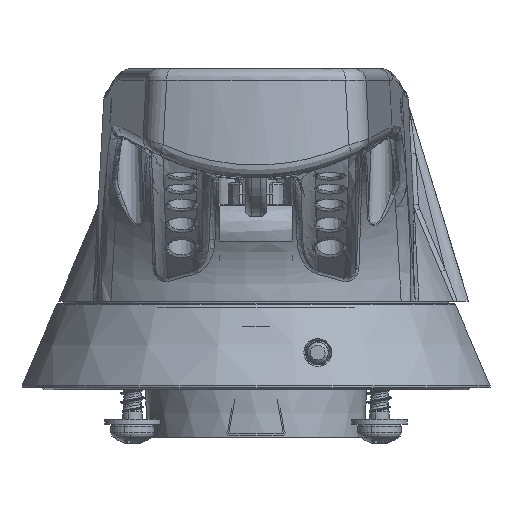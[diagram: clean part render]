
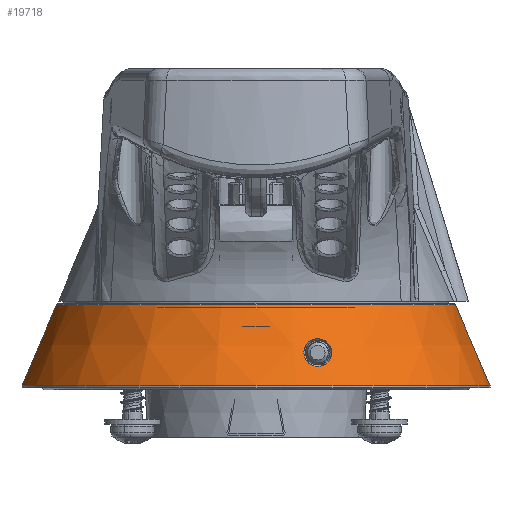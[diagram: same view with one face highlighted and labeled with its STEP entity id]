
A CAD part, left-side view. The second image highlights one B-rep face of the part: STEP entity #19718.
In plain terms, the highlighted conical face has half-angle 23 degrees and reference radius 32.25 mm.
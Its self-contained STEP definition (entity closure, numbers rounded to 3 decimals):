
#1556=CONICAL_SURFACE('',#102377,32.25,23.);
#2073=FACE_BOUND('',#32422,.T.);
#2074=FACE_BOUND('',#32423,.T.);
#2075=FACE_BOUND('',#32424,.T.);
#19718=ADVANCED_FACE('',(#2073,#2074,#2075),#1556,.T.);
#32422=EDGE_LOOP('',(#69365));
#32423=EDGE_LOOP('',(#69366));
#32424=EDGE_LOOP('',(#69367));
#39940=B_SPLINE_CURVE_WITH_KNOTS('',3,(#247995,#247996,#247997,#247998,
#247999,#248000,#248001,#248002,#248003,#248004,#248005,#248006,#248007,
#248008,#248009,#248010,#248011,#248012,#248013,#248014,#248015,#248016,
#248017,#248018,#248019,#248020,#248021,#248022,#248023,#248024,#248025,
#248026,#248027,#248028,#248029,#248030,#248031,#248032,#248033,#248034,
#248035,#248036,#248037,#248038,#248039,#248040,#248041,#248042,#248043,
#248044,#248045,#248046,#248047,#248048,#248049,#248050,#248051,#248052),
 .UNSPECIFIED.,.T.,.F.,(1,3,3,3,3,3,3,3,3,3,3,3,3,3,3,3,3,3,3,3,3,1),(-0.052,
0.,0.045,0.107,0.167,0.222,
0.272,0.318,0.363,0.409,
0.463,0.525,0.592,0.655,
0.71,0.759,0.804,0.849,
0.896,0.948,1.,1.045),.UNSPECIFIED.);
#42885=CIRCLE('',#102308,37.896);
#42934=CIRCLE('',#102376,32.302);
#69365=ORIENTED_EDGE('',*,*,#95085,.T.);
#69366=ORIENTED_EDGE('',*,*,#95084,.T.);
#69367=ORIENTED_EDGE('',*,*,#95162,.F.);
#79387=VERTEX_POINT('',#247993);
#79388=VERTEX_POINT('',#248053);
#79458=VERTEX_POINT('',#248357);
#95084=EDGE_CURVE('',#79387,#79387,#42885,.T.);
#95085=EDGE_CURVE('',#79388,#79388,#39940,.T.);
#95162=EDGE_CURVE('',#79458,#79458,#42934,.T.);
#102308=AXIS2_PLACEMENT_3D('',#247992,#119846,#119847);
#102376=AXIS2_PLACEMENT_3D('',#248356,#119996,#119997);
#102377=AXIS2_PLACEMENT_3D('',#248358,#119998,#119999);
#119846=DIRECTION('',(0.,0.,1.));
#119847=DIRECTION('',(-1.,0.,0.));
#119996=DIRECTION('',(0.,0.,1.));
#119997=DIRECTION('',(0.,1.,0.));
#119998=DIRECTION('',(0.,0.,-1.));
#119999=DIRECTION('',(0.,1.,0.));
#247992=CARTESIAN_POINT('',(-34.,34.,24.9));
#247993=CARTESIAN_POINT('',(-71.896,34.,24.9));
#247995=CARTESIAN_POINT('',(-68.903,26.224,29.934));
#247996=CARTESIAN_POINT('',(-68.82,26.259,30.142));
#247997=CARTESIAN_POINT('',(-68.729,26.263,30.354));
#247998=CARTESIAN_POINT('',(-68.635,26.239,30.559));
#247999=CARTESIAN_POINT('',(-68.505,26.207,30.841));
#248000=CARTESIAN_POINT('',(-68.365,26.12,31.117));
#248001=CARTESIAN_POINT('',(-68.226,25.987,31.364));
#248002=CARTESIAN_POINT('',(-68.093,25.861,31.601));
#248003=CARTESIAN_POINT('',(-67.958,25.69,31.817));
#248004=CARTESIAN_POINT('',(-67.829,25.486,31.995));
#248005=CARTESIAN_POINT('',(-67.71,25.299,32.16));
#248006=CARTESIAN_POINT('',(-67.593,25.079,32.296));
#248007=CARTESIAN_POINT('',(-67.486,24.842,32.391));
#248008=CARTESIAN_POINT('',(-67.389,24.626,32.478));
#248009=CARTESIAN_POINT('',(-67.298,24.391,32.533));
#248010=CARTESIAN_POINT('',(-67.22,24.152,32.549));
#248011=CARTESIAN_POINT('',(-67.148,23.931,32.564));
#248012=CARTESIAN_POINT('',(-67.085,23.702,32.546));
#248013=CARTESIAN_POINT('',(-67.038,23.481,32.494));
#248014=CARTESIAN_POINT('',(-66.993,23.268,32.443));
#248015=CARTESIAN_POINT('',(-66.96,23.057,32.36));
#248016=CARTESIAN_POINT('',(-66.946,22.864,32.247));
#248017=CARTESIAN_POINT('',(-66.93,22.663,32.13));
#248018=CARTESIAN_POINT('',(-66.934,22.477,31.978));
#248019=CARTESIAN_POINT('',(-66.956,22.322,31.805));
#248020=CARTESIAN_POINT('',(-66.983,22.144,31.607));
#248021=CARTESIAN_POINT('',(-67.036,22.002,31.375));
#248022=CARTESIAN_POINT('',(-67.109,21.906,31.136));
#248023=CARTESIAN_POINT('',(-67.194,21.795,30.857));
#248024=CARTESIAN_POINT('',(-67.31,21.743,30.558));
#248025=CARTESIAN_POINT('',(-67.44,21.746,30.274));
#248026=CARTESIAN_POINT('',(-67.578,21.749,29.972));
#248027=CARTESIAN_POINT('',(-67.736,21.815,29.674));
#248028=CARTESIAN_POINT('',(-67.897,21.93,29.408));
#248029=CARTESIAN_POINT('',(-68.05,22.039,29.155));
#248030=CARTESIAN_POINT('',(-68.21,22.195,28.921));
#248031=CARTESIAN_POINT('',(-68.363,22.388,28.725));
#248032=CARTESIAN_POINT('',(-68.499,22.558,28.55));
#248033=CARTESIAN_POINT('',(-68.633,22.761,28.4));
#248034=CARTESIAN_POINT('',(-68.755,22.986,28.287));
#248035=CARTESIAN_POINT('',(-68.862,23.184,28.187));
#248036=CARTESIAN_POINT('',(-68.961,23.403,28.114));
#248037=CARTESIAN_POINT('',(-69.046,23.631,28.076));
#248038=CARTESIAN_POINT('',(-69.123,23.841,28.041));
#248039=CARTESIAN_POINT('',(-69.189,24.062,28.036));
#248040=CARTESIAN_POINT('',(-69.237,24.281,28.063));
#248041=CARTESIAN_POINT('',(-69.285,24.497,28.09));
#248042=CARTESIAN_POINT('',(-69.316,24.715,28.151));
#248043=CARTESIAN_POINT('',(-69.329,24.918,28.241));
#248044=CARTESIAN_POINT('',(-69.342,25.137,28.339));
#248045=CARTESIAN_POINT('',(-69.334,25.343,28.474));
#248046=CARTESIAN_POINT('',(-69.306,25.519,28.634));
#248047=CARTESIAN_POINT('',(-69.276,25.71,28.808));
#248048=CARTESIAN_POINT('',(-69.222,25.87,29.017));
#248049=CARTESIAN_POINT('',(-69.153,25.988,29.237));
#248050=CARTESIAN_POINT('',(-69.084,26.106,29.458));
#248051=CARTESIAN_POINT('',(-68.998,26.185,29.696));
#248052=CARTESIAN_POINT('',(-68.903,26.224,29.934));
#248053=CARTESIAN_POINT('',(-68.903,26.224,29.934));
#248356=CARTESIAN_POINT('',(-34.,34.,38.078));
#248357=CARTESIAN_POINT('',(-34.,66.302,38.078));
#248358=CARTESIAN_POINT('',(-34.,34.,38.2));
